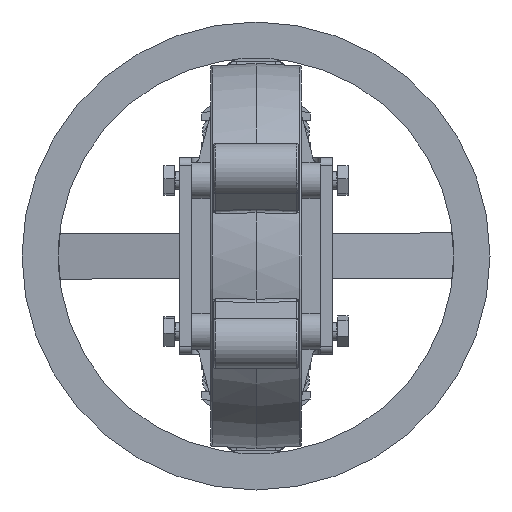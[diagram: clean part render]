
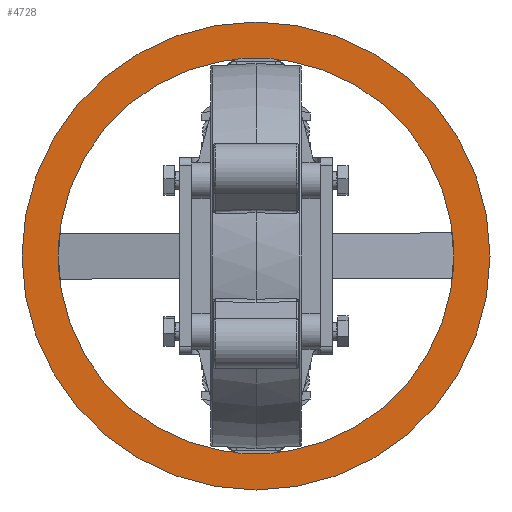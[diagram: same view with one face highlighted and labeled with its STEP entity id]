
A CAD part, front view. The second image highlights one B-rep face of the part: STEP entity #4728.
In plain terms, the highlighted planar face has unit normal (0, -1, 0).
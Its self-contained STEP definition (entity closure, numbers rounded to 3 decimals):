
#4640 = VERTEX_POINT ( 'NONE', #24212 ) ;
#4648 = VERTEX_POINT ( 'NONE', #24148 ) ;
#4663 = EDGE_CURVE ( 'NONE', #4640, #4648, #24474, .T. ) ;
#4664 = ORIENTED_EDGE ( 'NONE', *, *, #4678, .F. ) ;
#4678 = EDGE_CURVE ( 'NONE', #4648, #4640, #24460, .T. ) ;
#4718 = ORIENTED_EDGE ( 'NONE', *, *, #4727, .T. ) ;
#4720 = VERTEX_POINT ( 'NONE', #24382 ) ;
#4722 = EDGE_CURVE ( 'NONE', #4723, #4720, #24381, .T. ) ;
#4723 = VERTEX_POINT ( 'NONE', #24308 ) ;
#4724 = EDGE_LOOP ( 'NONE', ( #4664, #4924 ) ) ;
#4726 = EDGE_LOOP ( 'NONE', ( #4775, #4718 ) ) ;
#4727 = EDGE_CURVE ( 'NONE', #4720, #4723, #24380, .T. ) ;
#4728 = ADVANCED_FACE ( 'NONE', ( #24147, #24196 ), #24678, .F. ) ;
#4775 = ORIENTED_EDGE ( 'NONE', *, *, #4722, .T. ) ;
#4924 = ORIENTED_EDGE ( 'NONE', *, *, #4663, .F. ) ;
#23307 = DIRECTION ( 'NONE',  ( -1., 0., 0. ) ) ;
#24147 = FACE_BOUND ( 'NONE', #4724, .T. ) ;
#24148 = CARTESIAN_POINT ( 'NONE',  ( 131., 561., 0. ) ) ;
#24196 = FACE_OUTER_BOUND ( 'NONE', #4726, .T. ) ;
#24212 = CARTESIAN_POINT ( 'NONE',  ( -131., 561., 0. ) ) ;
#24308 = CARTESIAN_POINT ( 'NONE',  ( -155., 561., 0. ) ) ;
#24350 = DIRECTION ( 'NONE',  ( 0., -1., 0. ) ) ;
#24369 = CARTESIAN_POINT ( 'NONE',  ( 0., 561., 0. ) ) ;
#24374 = AXIS2_PLACEMENT_3D ( 'NONE', #24369, #24350, #23307 ) ;
#24376 = DIRECTION ( 'NONE',  ( -1., 0., 0. ) ) ;
#24377 = DIRECTION ( 'NONE',  ( 0., -1., 0. ) ) ;
#24378 = CARTESIAN_POINT ( 'NONE',  ( 0., 561., 0. ) ) ;
#24379 = AXIS2_PLACEMENT_3D ( 'NONE', #24378, #24377, #24376 ) ;
#24380 = CIRCLE ( 'NONE', #24374, 155. ) ;
#24381 = CIRCLE ( 'NONE', #24379, 155. ) ;
#24382 = CARTESIAN_POINT ( 'NONE',  ( 155., 561., 0. ) ) ;
#24453 = DIRECTION ( 'NONE',  ( -1., 0., 0. ) ) ;
#24454 = DIRECTION ( 'NONE',  ( 0., -1., 0. ) ) ;
#24455 = CARTESIAN_POINT ( 'NONE',  ( 0., 561., 0. ) ) ;
#24456 = AXIS2_PLACEMENT_3D ( 'NONE', #24455, #24454, #24453 ) ;
#24460 = CIRCLE ( 'NONE', #24456, 131. ) ;
#24470 = DIRECTION ( 'NONE',  ( -1., 0., 0. ) ) ;
#24471 = DIRECTION ( 'NONE',  ( 0., -1., 0. ) ) ;
#24472 = CARTESIAN_POINT ( 'NONE',  ( 0., 561., 0. ) ) ;
#24473 = AXIS2_PLACEMENT_3D ( 'NONE', #24472, #24471, #24470 ) ;
#24474 = CIRCLE ( 'NONE', #24473, 131. ) ;
#24670 = DIRECTION ( 'NONE',  ( 1., 0., 0. ) ) ;
#24671 = DIRECTION ( 'NONE',  ( 0., 1., 0. ) ) ;
#24672 = CARTESIAN_POINT ( 'NONE',  ( 0., 561., 131. ) ) ;
#24673 = AXIS2_PLACEMENT_3D ( 'NONE', #24672, #24671, #24670 ) ;
#24678 = PLANE ( 'NONE',  #24673 ) ;
